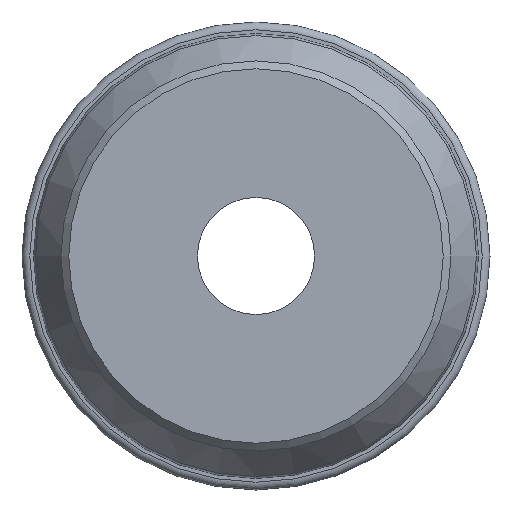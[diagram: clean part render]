
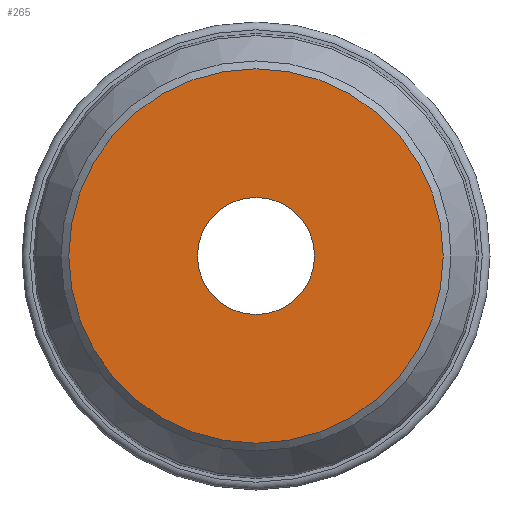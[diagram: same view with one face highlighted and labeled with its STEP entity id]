
A CAD part, left-side view. The second image highlights one B-rep face of the part: STEP entity #265.
In plain terms, the highlighted planar face has unit normal (-1, 0, 0).
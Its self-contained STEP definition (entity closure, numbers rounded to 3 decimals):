
#21=FACE_BOUND('',#66,.T.);
#26=PLANE('',#323);
#45=FACE_OUTER_BOUND('',#65,.T.);
#65=EDGE_LOOP('',(#234));
#66=EDGE_LOOP('',(#235));
#88=CIRCLE('',#285,7.5);
#111=CIRCLE('',#319,24.);
#116=VERTEX_POINT('',#432);
#135=VERTEX_POINT('',#489);
#141=EDGE_CURVE('',#116,#116,#88,.T.);
#168=EDGE_CURVE('',#135,#135,#111,.T.);
#234=ORIENTED_EDGE('',*,*,#168,.F.);
#235=ORIENTED_EDGE('',*,*,#141,.T.);
#265=ADVANCED_FACE('',(#45,#21),#26,.T.);
#285=AXIS2_PLACEMENT_3D('',#434,#335,#336);
#319=AXIS2_PLACEMENT_3D('',#491,#407,#408);
#323=AXIS2_PLACEMENT_3D('',#498,#416,#417);
#335=DIRECTION('center_axis',(1.,0.,0.));
#336=DIRECTION('ref_axis',(0.,1.,0.));
#407=DIRECTION('center_axis',(1.,0.,0.));
#408=DIRECTION('ref_axis',(0.,-1.,0.));
#416=DIRECTION('center_axis',(-1.,0.,0.));
#417=DIRECTION('ref_axis',(0.,0.,1.));
#432=CARTESIAN_POINT('',(0.,-7.5,0.));
#434=CARTESIAN_POINT('Origin',(0.,0.,0.));
#489=CARTESIAN_POINT('',(0.,24.,0.));
#491=CARTESIAN_POINT('Origin',(0.,0.,0.));
#498=CARTESIAN_POINT('Origin',(0.,25.,0.));
